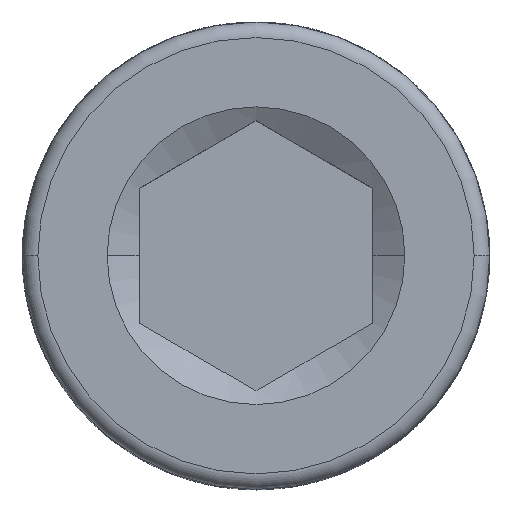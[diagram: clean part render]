
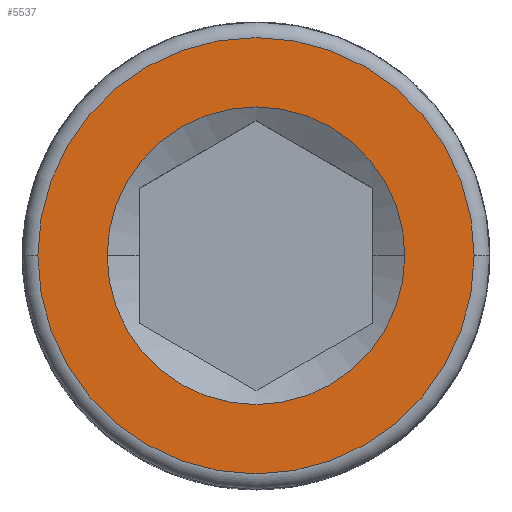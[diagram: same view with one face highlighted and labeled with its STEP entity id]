
A CAD part, top view. The second image highlights one B-rep face of the part: STEP entity #5537.
In plain terms, the highlighted planar face has unit normal (0, 0, 1).
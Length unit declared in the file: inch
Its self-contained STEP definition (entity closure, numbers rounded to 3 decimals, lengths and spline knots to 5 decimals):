
#186 = CARTESIAN_POINT ( 'NONE',  ( 0., 0., 0.75 ) ) ;
#818 = VERTEX_POINT ( 'NONE', #9761 ) ;
#1650 = DIRECTION ( 'NONE',  ( -1., 0., 0. ) ) ;
#1818 = EDGE_LOOP ( 'NONE', ( #5665, #15870 ) ) ;
#1997 = DIRECTION ( 'NONE',  ( 0., 0., 1. ) ) ;
#2617 = DIRECTION ( 'NONE',  ( 1., 0., 0. ) ) ;
#2849 = CARTESIAN_POINT ( 'NONE',  ( 0.175, 0., 0.75 ) ) ;
#3273 = DIRECTION ( 'NONE',  ( -1., 0., 0. ) ) ;
#3274 = EDGE_CURVE ( 'NONE', #12971, #818, #12600, .T. ) ;
#3653 = VERTEX_POINT ( 'NONE', #8388 ) ;
#4090 = PLANE ( 'NONE',  #9441 ) ;
#4108 = EDGE_CURVE ( 'NONE', #4581, #3653, #8208, .T. ) ;
#4581 = VERTEX_POINT ( 'NONE', #9815 ) ;
#5424 = ORIENTED_EDGE ( 'NONE', *, *, #4108, .F. ) ;
#5537 = ADVANCED_FACE ( 'NONE', ( #11624, #8075 ), #4090, .T. ) ;
#5665 = ORIENTED_EDGE ( 'NONE', *, *, #16607, .F. ) ;
#5940 = AXIS2_PLACEMENT_3D ( 'NONE', #186, #9575, #1650 ) ;
#5947 = CARTESIAN_POINT ( 'NONE',  ( 0., 0., 0.75 ) ) ;
#5988 = CIRCLE ( 'NONE', #6528, 0.11938 ) ;
#6528 = AXIS2_PLACEMENT_3D ( 'NONE', #5947, #1997, #13972 ) ;
#7923 = CIRCLE ( 'NONE', #5940, 0.175 ) ;
#8075 = FACE_OUTER_BOUND ( 'NONE', #1818, .T. ) ;
#8103 = DIRECTION ( 'NONE',  ( 0., 0., 1. ) ) ;
#8208 = CIRCLE ( 'NONE', #17143, 0.11938 ) ;
#8388 = CARTESIAN_POINT ( 'NONE',  ( -0.11938, 0., 0.75 ) ) ;
#8613 = CARTESIAN_POINT ( 'NONE',  ( 0., 0., 0.75 ) ) ;
#8678 = DIRECTION ( 'NONE',  ( 0., 0., 1. ) ) ;
#9343 = CARTESIAN_POINT ( 'NONE',  ( 0., 0.175, 0.75 ) ) ;
#9441 = AXIS2_PLACEMENT_3D ( 'NONE', #9343, #8103, #2617 ) ;
#9575 = DIRECTION ( 'NONE',  ( 0., 0., -1. ) ) ;
#9587 = ORIENTED_EDGE ( 'NONE', *, *, #10228, .F. ) ;
#9761 = CARTESIAN_POINT ( 'NONE',  ( -0.175, 0., 0.75 ) ) ;
#9815 = CARTESIAN_POINT ( 'NONE',  ( 0.11938, 0., 0.75 ) ) ;
#10228 = EDGE_CURVE ( 'NONE', #3653, #4581, #5988, .T. ) ;
#10758 = AXIS2_PLACEMENT_3D ( 'NONE', #11423, #16823, #3273 ) ;
#10770 = EDGE_LOOP ( 'NONE', ( #5424, #9587 ) ) ;
#11423 = CARTESIAN_POINT ( 'NONE',  ( 0., 0., 0.75 ) ) ;
#11624 = FACE_BOUND ( 'NONE', #10770, .T. ) ;
#12600 = CIRCLE ( 'NONE', #10758, 0.175 ) ;
#12971 = VERTEX_POINT ( 'NONE', #2849 ) ;
#13972 = DIRECTION ( 'NONE',  ( 1., 0., 0. ) ) ;
#15870 = ORIENTED_EDGE ( 'NONE', *, *, #3274, .F. ) ;
#16607 = EDGE_CURVE ( 'NONE', #818, #12971, #7923, .T. ) ;
#16745 = DIRECTION ( 'NONE',  ( 1., 0., 0. ) ) ;
#16823 = DIRECTION ( 'NONE',  ( 0., 0., -1. ) ) ;
#17143 = AXIS2_PLACEMENT_3D ( 'NONE', #8613, #8678, #16745 ) ;
